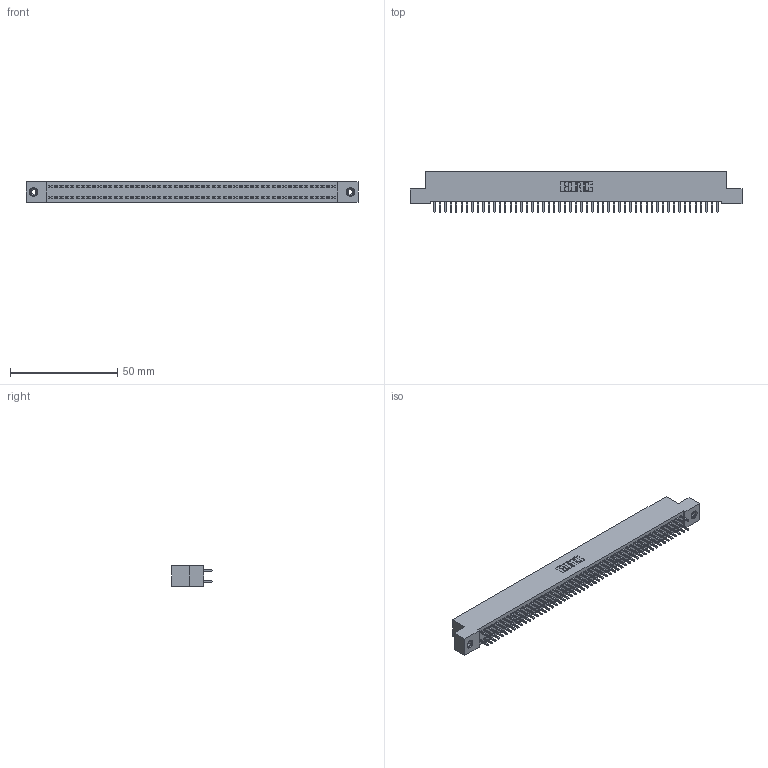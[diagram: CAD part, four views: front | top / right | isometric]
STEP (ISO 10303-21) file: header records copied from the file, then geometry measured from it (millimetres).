
FILE_DESCRIPTION (( 'STEP AP203' ), '1' );
FILE_NAME ('342-106-521-208.STEP', '2019-10-04T19:06:07', ( '' ), ( '' ), 'SwSTEP 2.0', 'SolidWorks 2016', '' );
FILE_SCHEMA (( 'CONFIG_CONTROL_DESIGN' ));
Length unit declared in the file: inch
Products named in the file (4): 342 Part_TI; 345-292-001_345-293-121; 345-250-001_345-250-003-102; 342-106-521-208
Assembly tree (109 placements, depth 2):
  342-106-521-208
    342 Part_TI
    345-292-001_345-293-121  x106
    345-250-001_345-250-003-102  x2
Bounding box: 154.94 x 19.06 x 9.4 mm (x, y, z)
Volume: 13924.5 mm3; surface area: 22653.9 mm2
Topology: 109 solids, 109 shells, 5682 faces, 16865 edges, 11094 vertices
Faces by surface type: plane 3914, cylinder 1752, cone 12, torus 4
Entity records: 33746 total; most frequent: CARTESIAN_POINT 5561, ORIENTED_EDGE 5490, DIRECTION 4763, EDGE_CURVE 2745, LINE 2597, VECTOR 2597, VERTEX_POINT 1824, AXIS2_PLACEMENT_3D 1083
